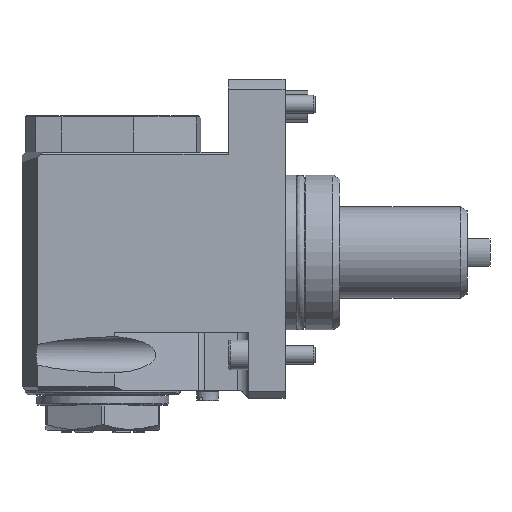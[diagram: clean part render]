
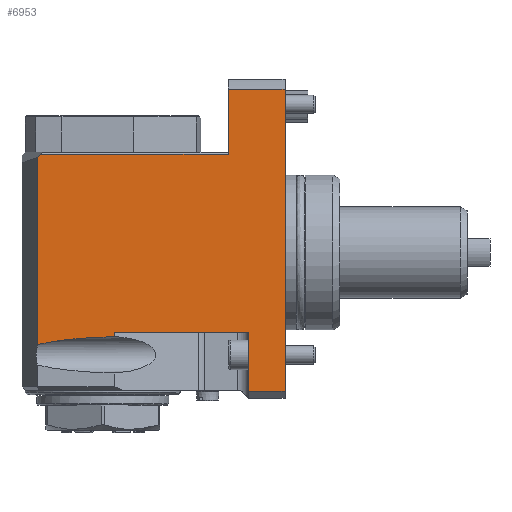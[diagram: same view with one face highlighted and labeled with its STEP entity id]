
A CAD part, top view. The second image highlights one B-rep face of the part: STEP entity #6953.
In plain terms, the highlighted planar face has unit normal (0, 0, 1).
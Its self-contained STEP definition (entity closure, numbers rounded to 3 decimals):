
#186=ELLIPSE('',#7450,46.07,8.);
#367=LINE('',#10228,#964);
#432=LINE('',#10415,#1029);
#435=LINE('',#10423,#1032);
#436=LINE('',#10429,#1033);
#438=LINE('',#10433,#1035);
#441=LINE('',#10439,#1038);
#444=LINE('',#10449,#1041);
#451=LINE('',#10467,#1048);
#454=LINE('',#10472,#1051);
#455=LINE('',#10474,#1052);
#964=VECTOR('',#8156,1000.);
#1029=VECTOR('',#8337,1000.);
#1032=VECTOR('',#8344,1000.);
#1033=VECTOR('',#8353,1000.);
#1035=VECTOR('',#8357,1000.);
#1038=VECTOR('',#8362,1000.);
#1041=VECTOR('',#8371,1000.);
#1048=VECTOR('',#8388,1000.);
#1051=VECTOR('',#8395,1000.);
#1052=VECTOR('',#8398,1000.);
#1795=ORIENTED_EDGE('',*,*,#3595,.F.);
#1796=ORIENTED_EDGE('',*,*,#3717,.T.);
#1797=ORIENTED_EDGE('',*,*,#3704,.T.);
#1798=ORIENTED_EDGE('',*,*,#3699,.T.);
#1799=ORIENTED_EDGE('',*,*,#3696,.T.);
#1800=ORIENTED_EDGE('',*,*,#3694,.F.);
#1801=ORIENTED_EDGE('',*,*,#3693,.T.);
#1802=ORIENTED_EDGE('',*,*,#3691,.T.);
#1803=ORIENTED_EDGE('',*,*,#3687,.F.);
#1804=ORIENTED_EDGE('',*,*,#3713,.F.);
#1805=ORIENTED_EDGE('',*,*,#3716,.T.);
#3595=EDGE_CURVE('',#4603,#4597,#367,.T.);
#3687=EDGE_CURVE('',#4668,#4669,#432,.T.);
#3691=EDGE_CURVE('',#4670,#4669,#435,.T.);
#3693=EDGE_CURVE('',#4671,#4670,#186,.T.);
#3694=EDGE_CURVE('',#4671,#4672,#436,.T.);
#3696=EDGE_CURVE('',#4673,#4672,#438,.T.);
#3699=EDGE_CURVE('',#4674,#4673,#441,.T.);
#3704=EDGE_CURVE('',#4675,#4674,#444,.T.);
#3713=EDGE_CURVE('',#4684,#4668,#451,.T.);
#3716=EDGE_CURVE('',#4684,#4597,#454,.T.);
#3717=EDGE_CURVE('',#4603,#4675,#455,.F.);
#4597=VERTEX_POINT('',#10215);
#4603=VERTEX_POINT('',#10227);
#4668=VERTEX_POINT('',#10416);
#4669=VERTEX_POINT('',#10417);
#4670=VERTEX_POINT('',#10422);
#4671=VERTEX_POINT('',#10426);
#4672=VERTEX_POINT('',#10430);
#4673=VERTEX_POINT('',#10434);
#4674=VERTEX_POINT('',#10438);
#4675=VERTEX_POINT('',#10442);
#4684=VERTEX_POINT('',#10466);
#5581=EDGE_LOOP('',(#1795,#1796,#1797,#1798,#1799,#1800,#1801,#1802,#1803,
#1804,#1805));
#6138=FACE_BOUND('',#5581,.T.);
#6673=PLANE('',#7464);
#6953=ADVANCED_FACE('',(#6138),#6673,.F.);
#7450=AXIS2_PLACEMENT_3D('',#10427,#8349,#8350);
#7464=AXIS2_PLACEMENT_3D('',#10473,#8396,#8397);
#8156=DIRECTION('',(0.,-1.,0.));
#8337=DIRECTION('',(-1.,0.,0.));
#8344=DIRECTION('',(0.,1.,0.));
#8349=DIRECTION('',(0.,0.,-1.));
#8350=DIRECTION('',(-1.,0.,0.));
#8353=DIRECTION('',(0.,1.,0.));
#8357=DIRECTION('',(-0.719,-0.695,0.));
#8362=DIRECTION('',(-1.,0.,0.));
#8371=DIRECTION('',(0.,-1.,0.));
#8388=DIRECTION('',(0.,1.,0.));
#8395=DIRECTION('',(1.,0.,0.));
#8396=DIRECTION('',(0.,0.,-1.));
#8397=DIRECTION('',(-1.,0.,0.));
#8398=DIRECTION('',(1.,0.,0.));
#10215=CARTESIAN_POINT('',(0.,-61.,43.));
#10227=CARTESIAN_POINT('',(0.,71.577,43.));
#10228=CARTESIAN_POINT('',(0.,76.,43.));
#10415=CARTESIAN_POINT('',(-156.,-35.,43.));
#10416=CARTESIAN_POINT('',(-16.,-35.,43.));
#10417=CARTESIAN_POINT('',(-75.,-35.,43.));
#10422=CARTESIAN_POINT('',(-75.,-37.039,43.));
#10423=CARTESIAN_POINT('',(-75.,-292.102,43.));
#10426=CARTESIAN_POINT('',(-108.665,-40.525,43.));
#10427=CARTESIAN_POINT('',(-70.476,-45.,43.));
#10429=CARTESIAN_POINT('',(-108.665,76.,43.));
#10430=CARTESIAN_POINT('',(-108.665,41.682,43.));
#10433=CARTESIAN_POINT('',(-116.004,34.593,43.));
#10434=CARTESIAN_POINT('',(-107.301,43.,43.));
#10438=CARTESIAN_POINT('',(-25.,43.,43.));
#10439=CARTESIAN_POINT('',(-106.266,43.,43.));
#10442=CARTESIAN_POINT('',(-25.,71.577,43.));
#10449=CARTESIAN_POINT('',(-25.,76.,43.));
#10466=CARTESIAN_POINT('',(-16.,-61.,43.));
#10467=CARTESIAN_POINT('',(-16.,76.,43.));
#10472=CARTESIAN_POINT('',(-156.,-61.,43.));
#10473=CARTESIAN_POINT('',(-156.,76.,43.));
#10474=CARTESIAN_POINT('',(-30.,71.577,43.));
